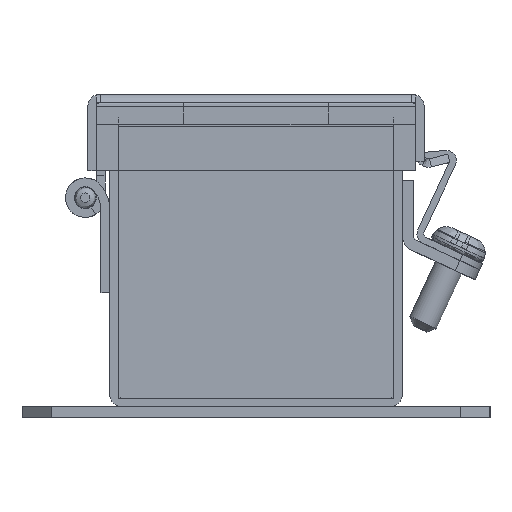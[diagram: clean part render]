
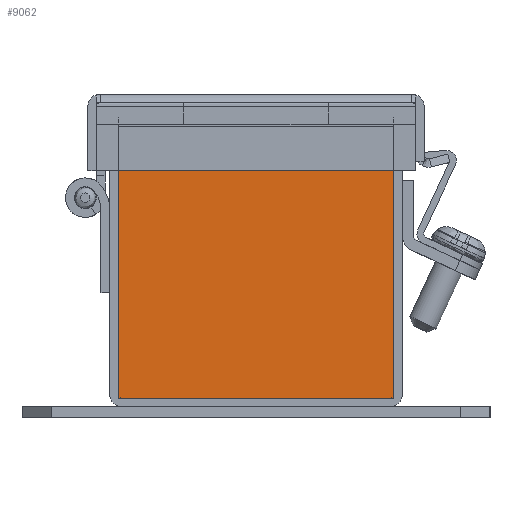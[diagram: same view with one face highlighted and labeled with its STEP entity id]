
A CAD part, left-side view. The second image highlights one B-rep face of the part: STEP entity #9062.
In plain terms, the highlighted planar face has unit normal (-1, 0, 0).
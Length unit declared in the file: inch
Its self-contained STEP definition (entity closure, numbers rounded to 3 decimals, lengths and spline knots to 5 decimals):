
#600 = ORIENTED_EDGE ( 'NONE', *, *, #8176, .F. ) ;
#1611 = VECTOR ( 'NONE', #19834, 39.37008 ) ;
#2852 = VERTEX_POINT ( 'NONE', #32585 ) ;
#3723 = DIRECTION ( 'NONE',  ( 1., 0., 0. ) ) ;
#3945 = VERTEX_POINT ( 'NONE', #10717 ) ;
#4551 = CARTESIAN_POINT ( 'NONE',  ( -30., -1.178, 0.072 ) ) ;
#5879 = VERTEX_POINT ( 'NONE', #4551 ) ;
#6610 = VERTEX_POINT ( 'NONE', #20993 ) ;
#6921 = DIRECTION ( 'NONE',  ( 0., 1., 0. ) ) ;
#7081 = LINE ( 'NONE', #30009, #1611 ) ;
#8176 = EDGE_CURVE ( 'NONE', #5879, #2852, #30184, .T. ) ;
#9062 = ADVANCED_FACE ( 'NONE', ( #13554 ), #22067, .F. ) ;
#9487 = DIRECTION ( 'NONE',  ( 0., 0., 1. ) ) ;
#10717 = CARTESIAN_POINT ( 'NONE',  ( -30., 1.178, 2.392 ) ) ;
#12190 = LINE ( 'NONE', #32937, #14379 ) ;
#13554 = FACE_OUTER_BOUND ( 'NONE', #28960, .T. ) ;
#14104 = CARTESIAN_POINT ( 'NONE',  ( -30., 1.178, 0.072 ) ) ;
#14379 = VECTOR ( 'NONE', #17831, 39.37008 ) ;
#17831 = DIRECTION ( 'NONE',  ( 0., -1., 0. ) ) ;
#17897 = VECTOR ( 'NONE', #6921, 39.37008 ) ;
#19012 = DIRECTION ( 'NONE',  ( 0., 0., 1. ) ) ;
#19834 = DIRECTION ( 'NONE',  ( 0., 0., -1. ) ) ;
#20050 = LINE ( 'NONE', #14104, #33320 ) ;
#20993 = CARTESIAN_POINT ( 'NONE',  ( -30., -1.178, 2.392 ) ) ;
#22067 = PLANE ( 'NONE',  #26691 ) ;
#22797 = ORIENTED_EDGE ( 'NONE', *, *, #27229, .F. ) ;
#25063 = ORIENTED_EDGE ( 'NONE', *, *, #25986, .F. ) ;
#25580 = ORIENTED_EDGE ( 'NONE', *, *, #31505, .F. ) ;
#25986 = EDGE_CURVE ( 'NONE', #2852, #3945, #20050, .T. ) ;
#26691 = AXIS2_PLACEMENT_3D ( 'NONE', #32413, #3723, #19012 ) ;
#27229 = EDGE_CURVE ( 'NONE', #3945, #6610, #12190, .T. ) ;
#28960 = EDGE_LOOP ( 'NONE', ( #22797, #25063, #600, #25580 ) ) ;
#29842 = CARTESIAN_POINT ( 'NONE',  ( -30., 1.178, 0.072 ) ) ;
#30009 = CARTESIAN_POINT ( 'NONE',  ( -30., -1.178, 0.072 ) ) ;
#30184 = LINE ( 'NONE', #29842, #17897 ) ;
#31505 = EDGE_CURVE ( 'NONE', #6610, #5879, #7081, .T. ) ;
#32413 = CARTESIAN_POINT ( 'NONE',  ( -30., 1.178, 0.072 ) ) ;
#32585 = CARTESIAN_POINT ( 'NONE',  ( -30., 1.178, 0.072 ) ) ;
#32937 = CARTESIAN_POINT ( 'NONE',  ( -30., 1.178, 2.392 ) ) ;
#33320 = VECTOR ( 'NONE', #9487, 39.37008 ) ;
